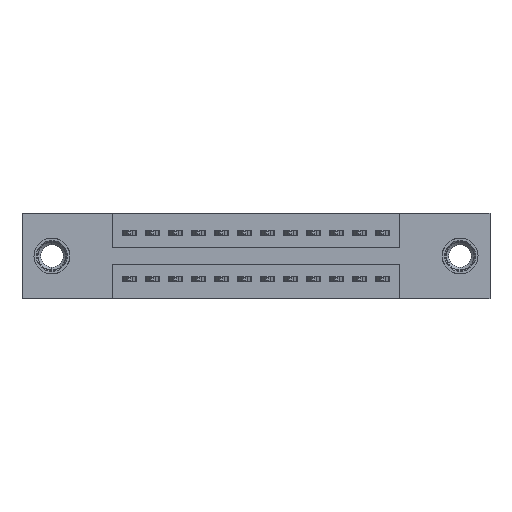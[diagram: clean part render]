
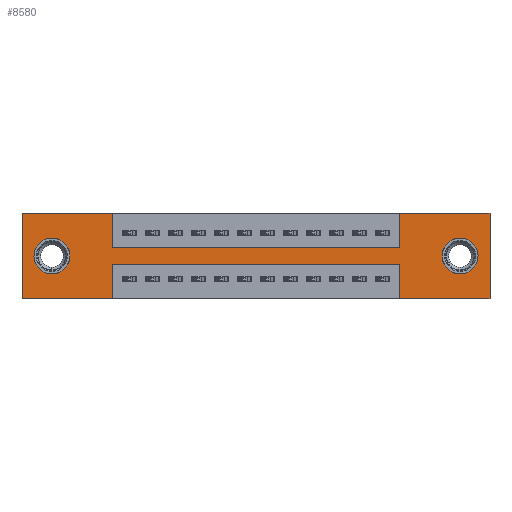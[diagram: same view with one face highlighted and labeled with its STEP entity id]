
A CAD part, front view. The second image highlights one B-rep face of the part: STEP entity #8580.
In plain terms, the highlighted planar face has unit normal (0, -1, 0).
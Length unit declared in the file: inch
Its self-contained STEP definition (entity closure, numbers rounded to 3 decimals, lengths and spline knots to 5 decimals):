
#259 = CARTESIAN_POINT ( 'NONE',  ( 0.3925, 0., -0.22 ) ) ;
#532 = VECTOR ( 'NONE', #10060, 39.37008 ) ;
#631 = CARTESIAN_POINT ( 'NONE',  ( 2.035, 0., 0. ) ) ;
#689 = ORIENTED_EDGE ( 'NONE', *, *, #10714, .F. ) ;
#695 = LINE ( 'NONE', #5835, #12440 ) ;
#832 = DIRECTION ( 'NONE',  ( 1., 0., 0. ) ) ;
#962 = ORIENTED_EDGE ( 'NONE', *, *, #9286, .F. ) ;
#978 = ORIENTED_EDGE ( 'NONE', *, *, #1434, .F. ) ;
#979 = EDGE_CURVE ( 'NONE', #5486, #3748, #6716, .T. ) ;
#1025 = AXIS2_PLACEMENT_3D ( 'NONE', #1139, #9157, #2313 ) ;
#1026 = CARTESIAN_POINT ( 'NONE',  ( 0., 0., -0.37 ) ) ;
#1075 = VECTOR ( 'NONE', #14222, 39.37008 ) ;
#1139 = CARTESIAN_POINT ( 'NONE',  ( 1.905, 0., -0.185 ) ) ;
#1251 = DIRECTION ( 'NONE',  ( 0., 0., 1. ) ) ;
#1321 = CARTESIAN_POINT ( 'NONE',  ( 0.3925, 0., 0. ) ) ;
#1397 = DIRECTION ( 'NONE',  ( -1., 0., 0. ) ) ;
#1434 = EDGE_CURVE ( 'NONE', #7098, #14461, #7055, .T. ) ;
#1471 = AXIS2_PLACEMENT_3D ( 'NONE', #11746, #6160, #14036 ) ;
#1487 = ORIENTED_EDGE ( 'NONE', *, *, #7609, .F. ) ;
#1939 = CARTESIAN_POINT ( 'NONE',  ( 1.905, 0., -0.185 ) ) ;
#2148 = ORIENTED_EDGE ( 'NONE', *, *, #7816, .F. ) ;
#2198 = EDGE_LOOP ( 'NONE', ( #2386, #2148, #12547, #978, #11630, #7091, #3204, #962, #689, #7506, #2638, #1487 ) ) ;
#2232 = VERTEX_POINT ( 'NONE', #2387 ) ;
#2290 = LINE ( 'NONE', #7719, #14666 ) ;
#2313 = DIRECTION ( 'NONE',  ( 0., 0., -1. ) ) ;
#2386 = ORIENTED_EDGE ( 'NONE', *, *, #979, .F. ) ;
#2387 = CARTESIAN_POINT ( 'NONE',  ( 1.905, 0., -0.107 ) ) ;
#2544 = AXIS2_PLACEMENT_3D ( 'NONE', #10917, #4099, #12013 ) ;
#2638 = ORIENTED_EDGE ( 'NONE', *, *, #8658, .F. ) ;
#2680 = LINE ( 'NONE', #1321, #8404 ) ;
#2737 = EDGE_CURVE ( 'NONE', #14270, #2232, #11804, .T. ) ;
#2862 = CARTESIAN_POINT ( 'NONE',  ( 0., 0., 0. ) ) ;
#3032 = CARTESIAN_POINT ( 'NONE',  ( 0.13, 0., -0.185 ) ) ;
#3116 = DIRECTION ( 'NONE',  ( 0., 0., -1. ) ) ;
#3168 = VERTEX_POINT ( 'NONE', #12420 ) ;
#3196 = CARTESIAN_POINT ( 'NONE',  ( 2.035, 0., 0. ) ) ;
#3204 = ORIENTED_EDGE ( 'NONE', *, *, #3255, .F. ) ;
#3255 = EDGE_CURVE ( 'NONE', #13633, #11271, #7736, .T. ) ;
#3439 = FACE_BOUND ( 'NONE', #14063, .T. ) ;
#3555 = EDGE_CURVE ( 'NONE', #11145, #7098, #6819, .T. ) ;
#3674 = DIRECTION ( 'NONE',  ( 0., 0., -1. ) ) ;
#3748 = VERTEX_POINT ( 'NONE', #12302 ) ;
#3885 = CARTESIAN_POINT ( 'NONE',  ( 1.6425, 0., -0.15 ) ) ;
#4099 = DIRECTION ( 'NONE',  ( 0., 1., 0. ) ) ;
#4145 = FACE_BOUND ( 'NONE', #5136, .T. ) ;
#4169 = DIRECTION ( 'NONE',  ( 0., 0., 1. ) ) ;
#4529 = LINE ( 'NONE', #14671, #13190 ) ;
#4708 = VECTOR ( 'NONE', #12520, 39.37008 ) ;
#4941 = EDGE_CURVE ( 'NONE', #2232, #14270, #6772, .T. ) ;
#5072 = LINE ( 'NONE', #259, #10767 ) ;
#5136 = EDGE_LOOP ( 'NONE', ( #7315, #9360 ) ) ;
#5486 = VERTEX_POINT ( 'NONE', #6246 ) ;
#5525 = CARTESIAN_POINT ( 'NONE',  ( 1.6425, 0., -0.22 ) ) ;
#5534 = EDGE_CURVE ( 'NONE', #5691, #8047, #10315, .T. ) ;
#5550 = ORIENTED_EDGE ( 'NONE', *, *, #4941, .T. ) ;
#5676 = AXIS2_PLACEMENT_3D ( 'NONE', #3032, #10993, #4169 ) ;
#5684 = CARTESIAN_POINT ( 'NONE',  ( 1.6425, 0., 0. ) ) ;
#5691 = VERTEX_POINT ( 'NONE', #12541 ) ;
#5757 = LINE ( 'NONE', #2862, #8443 ) ;
#5817 = DIRECTION ( 'NONE',  ( 1., 0., 0. ) ) ;
#5835 = CARTESIAN_POINT ( 'NONE',  ( 1.6425, 0., -0.37 ) ) ;
#5918 = CARTESIAN_POINT ( 'NONE',  ( 0., 0., 0. ) ) ;
#6152 = EDGE_CURVE ( 'NONE', #3168, #11857, #2290, .T. ) ;
#6160 = DIRECTION ( 'NONE',  ( 0., -1., 0. ) ) ;
#6246 = CARTESIAN_POINT ( 'NONE',  ( 0.3925, 0., -0.22 ) ) ;
#6267 = LINE ( 'NONE', #13318, #532 ) ;
#6716 = LINE ( 'NONE', #13748, #9401 ) ;
#6772 = CIRCLE ( 'NONE', #6918, 0.078 ) ;
#6819 = LINE ( 'NONE', #631, #1075 ) ;
#6823 = DIRECTION ( 'NONE',  ( -1., 0., 0. ) ) ;
#6918 = AXIS2_PLACEMENT_3D ( 'NONE', #1939, #9931, #3116 ) ;
#7005 = DIRECTION ( 'NONE',  ( 0., 0., -1. ) ) ;
#7055 = LINE ( 'NONE', #1026, #7423 ) ;
#7091 = ORIENTED_EDGE ( 'NONE', *, *, #8456, .F. ) ;
#7098 = VERTEX_POINT ( 'NONE', #11640 ) ;
#7315 = ORIENTED_EDGE ( 'NONE', *, *, #5534, .T. ) ;
#7423 = VECTOR ( 'NONE', #9046, 39.37008 ) ;
#7506 = ORIENTED_EDGE ( 'NONE', *, *, #6152, .F. ) ;
#7515 = CARTESIAN_POINT ( 'NONE',  ( 0.13, 0., -0.263 ) ) ;
#7609 = EDGE_CURVE ( 'NONE', #3748, #14153, #4529, .T. ) ;
#7719 = CARTESIAN_POINT ( 'NONE',  ( 0., 0., 0. ) ) ;
#7736 = LINE ( 'NONE', #9248, #4708 ) ;
#7816 = EDGE_CURVE ( 'NONE', #11926, #5486, #5072, .T. ) ;
#8047 = VERTEX_POINT ( 'NONE', #7515 ) ;
#8404 = VECTOR ( 'NONE', #3674, 39.37008 ) ;
#8443 = VECTOR ( 'NONE', #9686, 39.37008 ) ;
#8456 = EDGE_CURVE ( 'NONE', #11271, #11145, #11263, .T. ) ;
#8580 = ADVANCED_FACE ( 'NONE', ( #3439, #4145, #12467 ), #12909, .T. ) ;
#8658 = EDGE_CURVE ( 'NONE', #14153, #3168, #5757, .T. ) ;
#8886 = CIRCLE ( 'NONE', #5676, 0.078 ) ;
#9046 = DIRECTION ( 'NONE',  ( -1., 0., 0. ) ) ;
#9157 = DIRECTION ( 'NONE',  ( 0., 1., 0. ) ) ;
#9248 = CARTESIAN_POINT ( 'NONE',  ( 1.6425, 0., 0. ) ) ;
#9286 = EDGE_CURVE ( 'NONE', #11280, #13633, #6267, .T. ) ;
#9360 = ORIENTED_EDGE ( 'NONE', *, *, #11812, .T. ) ;
#9401 = VECTOR ( 'NONE', #7005, 39.37008 ) ;
#9460 = EDGE_CURVE ( 'NONE', #14461, #11926, #695, .T. ) ;
#9686 = DIRECTION ( 'NONE',  ( 0., 0., 1. ) ) ;
#9931 = DIRECTION ( 'NONE',  ( 0., 1., 0. ) ) ;
#10060 = DIRECTION ( 'NONE',  ( 1., 0., 0. ) ) ;
#10315 = CIRCLE ( 'NONE', #2544, 0.078 ) ;
#10439 = CARTESIAN_POINT ( 'NONE',  ( 0., 0., -0.37 ) ) ;
#10714 = EDGE_CURVE ( 'NONE', #11857, #11280, #2680, .T. ) ;
#10767 = VECTOR ( 'NONE', #1397, 39.37008 ) ;
#10917 = CARTESIAN_POINT ( 'NONE',  ( 0.13, 0., -0.185 ) ) ;
#10993 = DIRECTION ( 'NONE',  ( 0., 1., 0. ) ) ;
#11145 = VERTEX_POINT ( 'NONE', #3196 ) ;
#11263 = LINE ( 'NONE', #5918, #13867 ) ;
#11271 = VERTEX_POINT ( 'NONE', #5684 ) ;
#11280 = VERTEX_POINT ( 'NONE', #14674 ) ;
#11630 = ORIENTED_EDGE ( 'NONE', *, *, #3555, .F. ) ;
#11640 = CARTESIAN_POINT ( 'NONE',  ( 2.035, 0., -0.37 ) ) ;
#11746 = CARTESIAN_POINT ( 'NONE',  ( 0., 0., -0.37 ) ) ;
#11804 = CIRCLE ( 'NONE', #1025, 0.078 ) ;
#11812 = EDGE_CURVE ( 'NONE', #8047, #5691, #8886, .T. ) ;
#11857 = VERTEX_POINT ( 'NONE', #14387 ) ;
#11926 = VERTEX_POINT ( 'NONE', #5525 ) ;
#11931 = CARTESIAN_POINT ( 'NONE',  ( 1.905, 0., -0.263 ) ) ;
#12013 = DIRECTION ( 'NONE',  ( 0., 0., 1. ) ) ;
#12265 = CARTESIAN_POINT ( 'NONE',  ( 1.6425, 0., -0.37 ) ) ;
#12302 = CARTESIAN_POINT ( 'NONE',  ( 0.3925, 0., -0.37 ) ) ;
#12420 = CARTESIAN_POINT ( 'NONE',  ( 0., 0., 0. ) ) ;
#12440 = VECTOR ( 'NONE', #1251, 39.37008 ) ;
#12467 = FACE_OUTER_BOUND ( 'NONE', #2198, .T. ) ;
#12520 = DIRECTION ( 'NONE',  ( 0., 0., 1. ) ) ;
#12541 = CARTESIAN_POINT ( 'NONE',  ( 0.13, 0., -0.107 ) ) ;
#12547 = ORIENTED_EDGE ( 'NONE', *, *, #9460, .F. ) ;
#12909 = PLANE ( 'NONE',  #1471 ) ;
#13077 = ORIENTED_EDGE ( 'NONE', *, *, #2737, .T. ) ;
#13190 = VECTOR ( 'NONE', #6823, 39.37008 ) ;
#13318 = CARTESIAN_POINT ( 'NONE',  ( 0.3925, 0., -0.15 ) ) ;
#13633 = VERTEX_POINT ( 'NONE', #3885 ) ;
#13748 = CARTESIAN_POINT ( 'NONE',  ( 0.3925, 0., -0.37 ) ) ;
#13867 = VECTOR ( 'NONE', #5817, 39.37008 ) ;
#14036 = DIRECTION ( 'NONE',  ( 0., 0., -1. ) ) ;
#14063 = EDGE_LOOP ( 'NONE', ( #5550, #13077 ) ) ;
#14153 = VERTEX_POINT ( 'NONE', #10439 ) ;
#14222 = DIRECTION ( 'NONE',  ( 0., 0., -1. ) ) ;
#14270 = VERTEX_POINT ( 'NONE', #11931 ) ;
#14387 = CARTESIAN_POINT ( 'NONE',  ( 0.3925, 0., 0. ) ) ;
#14461 = VERTEX_POINT ( 'NONE', #12265 ) ;
#14666 = VECTOR ( 'NONE', #832, 39.37008 ) ;
#14671 = CARTESIAN_POINT ( 'NONE',  ( 0., 0., -0.37 ) ) ;
#14674 = CARTESIAN_POINT ( 'NONE',  ( 0.3925, 0., -0.15 ) ) ;
